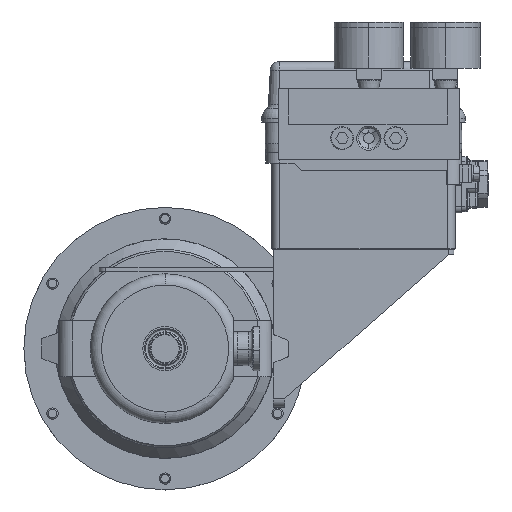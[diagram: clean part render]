
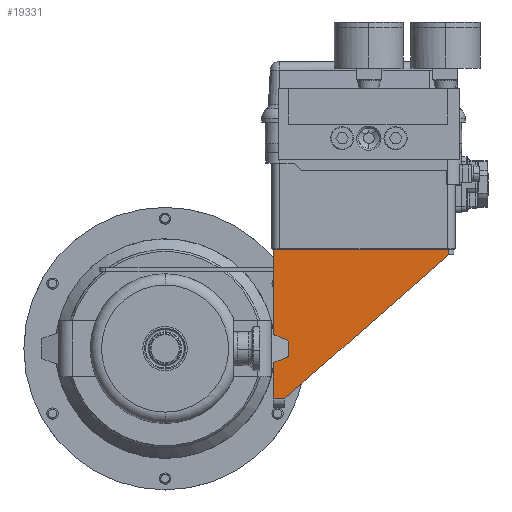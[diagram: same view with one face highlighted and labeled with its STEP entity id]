
A CAD part, front view. The second image highlights one B-rep face of the part: STEP entity #19331.
In plain terms, the highlighted planar face has unit normal (0, -1, 0).
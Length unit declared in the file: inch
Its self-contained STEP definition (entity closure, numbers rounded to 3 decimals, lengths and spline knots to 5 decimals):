
#847 = ORIENTED_EDGE ( 'NONE', *, *, #23221, .F. ) ;
#1220 = DIRECTION ( 'NONE',  ( 0., 0., -1. ) ) ;
#1229 = EDGE_CURVE ( 'NONE', #30849, #8053, #22665, .T. ) ;
#2041 = ORIENTED_EDGE ( 'NONE', *, *, #38294, .F. ) ;
#2264 = CIRCLE ( 'NONE', #35908, 0.06 ) ;
#2561 = ORIENTED_EDGE ( 'NONE', *, *, #23745, .F. ) ;
#2725 = CARTESIAN_POINT ( 'NONE',  ( 2.73, 1.31, 0.13927 ) ) ;
#2778 = CARTESIAN_POINT ( 'NONE',  ( 2.39, 1.31, -0.35573 ) ) ;
#2860 = CARTESIAN_POINT ( 'NONE',  ( 6.265, 1.31, 2.075 ) ) ;
#3401 = ORIENTED_EDGE ( 'NONE', *, *, #28799, .F. ) ;
#3447 = VERTEX_POINT ( 'NONE', #34259 ) ;
#4530 = VERTEX_POINT ( 'NONE', #18836 ) ;
#4900 = LINE ( 'NONE', #10796, #8731 ) ;
#5250 = DIRECTION ( 'NONE',  ( -0.929, 0., 0.369 ) ) ;
#5259 = LINE ( 'NONE', #7950, #11982 ) ;
#5635 = LINE ( 'NONE', #22501, #12843 ) ;
#6455 = PLANE ( 'NONE',  #14243 ) ;
#7232 = CARTESIAN_POINT ( 'NONE',  ( 2.65, 1.31, -1.105 ) ) ;
#7894 = VECTOR ( 'NONE', #38987, 39.37008 ) ;
#7950 = CARTESIAN_POINT ( 'NONE',  ( 2.69214, 1.31, -0.19503 ) ) ;
#8053 = VERTEX_POINT ( 'NONE', #28397 ) ;
#8134 = DIRECTION ( 'NONE',  ( 0., 0., -1. ) ) ;
#8231 = DIRECTION ( 'NONE',  ( 0., 1., 0. ) ) ;
#8329 = LINE ( 'NONE', #31029, #13182 ) ;
#8631 = DIRECTION ( 'NONE',  ( 1., 0., 0. ) ) ;
#8731 = VECTOR ( 'NONE', #26570, 39.37008 ) ;
#9659 = CARTESIAN_POINT ( 'NONE',  ( 2.39, 1.31, 2.195 ) ) ;
#9720 = VERTEX_POINT ( 'NONE', #15718 ) ;
#10269 = CARTESIAN_POINT ( 'NONE',  ( 2.39, 1.31, 2.195 ) ) ;
#10400 = EDGE_LOOP ( 'NONE', ( #2041, #2561, #24156, #23552, #38611, #36919, #22867, #21624, #36825, #30492, #3401, #847, #23952, #12242 ) ) ;
#10403 = AXIS2_PLACEMENT_3D ( 'NONE', #11623, #8231, #38521 ) ;
#10796 = CARTESIAN_POINT ( 'NONE',  ( 2.73, 1.31, 0.13927 ) ) ;
#10974 = EDGE_CURVE ( 'NONE', #37116, #9720, #34537, .T. ) ;
#11043 = EDGE_CURVE ( 'NONE', #25673, #39368, #25932, .T. ) ;
#11457 = CARTESIAN_POINT ( 'NONE',  ( 6.265, 1.31, 2.075 ) ) ;
#11623 = CARTESIAN_POINT ( 'NONE',  ( 2.45, 1.31, -0.35573 ) ) ;
#11857 = DIRECTION ( 'NONE',  ( 0., 0., -1. ) ) ;
#11982 = VECTOR ( 'NONE', #32051, 39.37008 ) ;
#12242 = ORIENTED_EDGE ( 'NONE', *, *, #11043, .T. ) ;
#12843 = VECTOR ( 'NONE', #5250, 39.37008 ) ;
#13182 = VECTOR ( 'NONE', #21401, 39.37008 ) ;
#13190 = CARTESIAN_POINT ( 'NONE',  ( 6.265, 1.31, 2.195 ) ) ;
#13966 = CARTESIAN_POINT ( 'NONE',  ( 2.39, 1.31, -1.105 ) ) ;
#14243 = AXIS2_PLACEMENT_3D ( 'NONE', #9659, #30845, #34303 ) ;
#15612 = EDGE_CURVE ( 'NONE', #4530, #39429, #35188, .T. ) ;
#15718 = CARTESIAN_POINT ( 'NONE',  ( 2.69214, 1.31, 0.19503 ) ) ;
#16280 = EDGE_CURVE ( 'NONE', #25926, #4530, #8329, .T. ) ;
#16451 = CARTESIAN_POINT ( 'NONE',  ( 2.67, 1.31, -0.13927 ) ) ;
#16548 = AXIS2_PLACEMENT_3D ( 'NONE', #21843, #18533, #24796 ) ;
#16801 = EDGE_CURVE ( 'NONE', #25926, #8053, #36903, .T. ) ;
#17601 = VERTEX_POINT ( 'NONE', #33132 ) ;
#18398 = AXIS2_PLACEMENT_3D ( 'NONE', #35853, #35979, #38953 ) ;
#18533 = DIRECTION ( 'NONE',  ( 0., -1., 0. ) ) ;
#18836 = CARTESIAN_POINT ( 'NONE',  ( 2.49042, 1.31, 2.195 ) ) ;
#19331 = ADVANCED_FACE ( 'NONE', ( #27647 ), #6455, .F. ) ;
#19753 = VECTOR ( 'NONE', #8134, 39.37008 ) ;
#20656 = EDGE_CURVE ( 'NONE', #25673, #29793, #28036, .T. ) ;
#20936 = CARTESIAN_POINT ( 'NONE',  ( 2.39, 1.31, 2.195 ) ) ;
#21090 = CARTESIAN_POINT ( 'NONE',  ( 2.69214, 1.31, -0.19503 ) ) ;
#21163 = CARTESIAN_POINT ( 'NONE',  ( 2.42786, 1.31, 0.29997 ) ) ;
#21401 = DIRECTION ( 'NONE',  ( 1., 0., 0. ) ) ;
#21624 = ORIENTED_EDGE ( 'NONE', *, *, #10974, .F. ) ;
#21843 = CARTESIAN_POINT ( 'NONE',  ( 2.67, 1.31, 0.13927 ) ) ;
#22146 = EDGE_CURVE ( 'NONE', #17601, #37116, #4900, .T. ) ;
#22296 = VERTEX_POINT ( 'NONE', #2860 ) ;
#22501 = CARTESIAN_POINT ( 'NONE',  ( 2.42786, 1.31, 0.29997 ) ) ;
#22665 = CIRCLE ( 'NONE', #18398, 0.06 ) ;
#22867 = ORIENTED_EDGE ( 'NONE', *, *, #30586, .F. ) ;
#23221 = EDGE_CURVE ( 'NONE', #29793, #3447, #30336, .T. ) ;
#23552 = ORIENTED_EDGE ( 'NONE', *, *, #16280, .F. ) ;
#23745 = EDGE_CURVE ( 'NONE', #39429, #22296, #33153, .T. ) ;
#23952 = ORIENTED_EDGE ( 'NONE', *, *, #20656, .F. ) ;
#24156 = ORIENTED_EDGE ( 'NONE', *, *, #15612, .F. ) ;
#24548 = DIRECTION ( 'NONE',  ( 1., 0., 0. ) ) ;
#24796 = DIRECTION ( 'NONE',  ( 0., 0., -1. ) ) ;
#25673 = VERTEX_POINT ( 'NONE', #13966 ) ;
#25926 = VERTEX_POINT ( 'NONE', #10269 ) ;
#25932 = LINE ( 'NONE', #34011, #27350 ) ;
#26570 = DIRECTION ( 'NONE',  ( 0., 0., 1. ) ) ;
#27350 = VECTOR ( 'NONE', #24548, 39.37008 ) ;
#27557 = VECTOR ( 'NONE', #8631, 39.37008 ) ;
#27647 = FACE_OUTER_BOUND ( 'NONE', #10400, .T. ) ;
#28036 = LINE ( 'NONE', #2778, #7894 ) ;
#28397 = CARTESIAN_POINT ( 'NONE',  ( 2.39, 1.31, 0.35573 ) ) ;
#28779 = CARTESIAN_POINT ( 'NONE',  ( 6.265, 1.31, 2.195 ) ) ;
#28799 = EDGE_CURVE ( 'NONE', #3447, #32095, #5259, .T. ) ;
#29793 = VERTEX_POINT ( 'NONE', #34806 ) ;
#30336 = CIRCLE ( 'NONE', #10403, 0.06 ) ;
#30492 = ORIENTED_EDGE ( 'NONE', *, *, #34878, .F. ) ;
#30586 = EDGE_CURVE ( 'NONE', #9720, #30849, #5635, .T. ) ;
#30845 = DIRECTION ( 'NONE',  ( 0., 1., 0. ) ) ;
#30849 = VERTEX_POINT ( 'NONE', #21163 ) ;
#31029 = CARTESIAN_POINT ( 'NONE',  ( 2.39, 1.31, 2.195 ) ) ;
#32051 = DIRECTION ( 'NONE',  ( 0.929, 0., 0.369 ) ) ;
#32095 = VERTEX_POINT ( 'NONE', #21090 ) ;
#33132 = CARTESIAN_POINT ( 'NONE',  ( 2.73, 1.31, -0.13927 ) ) ;
#33153 = LINE ( 'NONE', #28779, #19753 ) ;
#33635 = LINE ( 'NONE', #11457, #37470 ) ;
#33714 = DIRECTION ( 'NONE',  ( -0.751, 0., -0.66 ) ) ;
#34008 = VECTOR ( 'NONE', #11857, 39.37008 ) ;
#34011 = CARTESIAN_POINT ( 'NONE',  ( 2.39, 1.31, -1.105 ) ) ;
#34259 = CARTESIAN_POINT ( 'NONE',  ( 2.42786, 1.31, -0.29997 ) ) ;
#34303 = DIRECTION ( 'NONE',  ( 0., 0., 1. ) ) ;
#34537 = CIRCLE ( 'NONE', #16548, 0.06 ) ;
#34806 = CARTESIAN_POINT ( 'NONE',  ( 2.39, 1.31, -0.35573 ) ) ;
#34868 = DIRECTION ( 'NONE',  ( 0., -1., 0. ) ) ;
#34878 = EDGE_CURVE ( 'NONE', #32095, #17601, #2264, .T. ) ;
#35188 = LINE ( 'NONE', #39590, #27557 ) ;
#35853 = CARTESIAN_POINT ( 'NONE',  ( 2.45, 1.31, 0.35573 ) ) ;
#35908 = AXIS2_PLACEMENT_3D ( 'NONE', #16451, #34868, #1220 ) ;
#35979 = DIRECTION ( 'NONE',  ( 0., 1., 0. ) ) ;
#36825 = ORIENTED_EDGE ( 'NONE', *, *, #22146, .F. ) ;
#36903 = LINE ( 'NONE', #20936, #34008 ) ;
#36919 = ORIENTED_EDGE ( 'NONE', *, *, #1229, .F. ) ;
#37116 = VERTEX_POINT ( 'NONE', #2725 ) ;
#37470 = VECTOR ( 'NONE', #33714, 39.37008 ) ;
#38294 = EDGE_CURVE ( 'NONE', #22296, #39368, #33635, .T. ) ;
#38521 = DIRECTION ( 'NONE',  ( 0., 0., 1. ) ) ;
#38611 = ORIENTED_EDGE ( 'NONE', *, *, #16801, .T. ) ;
#38953 = DIRECTION ( 'NONE',  ( 0., 0., -1. ) ) ;
#38987 = DIRECTION ( 'NONE',  ( 0., 0., 1. ) ) ;
#39368 = VERTEX_POINT ( 'NONE', #7232 ) ;
#39429 = VERTEX_POINT ( 'NONE', #13190 ) ;
#39590 = CARTESIAN_POINT ( 'NONE',  ( 2.39, 1.31, 2.195 ) ) ;
